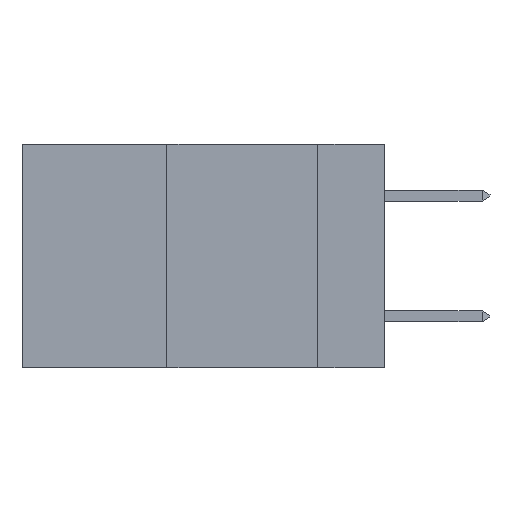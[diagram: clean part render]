
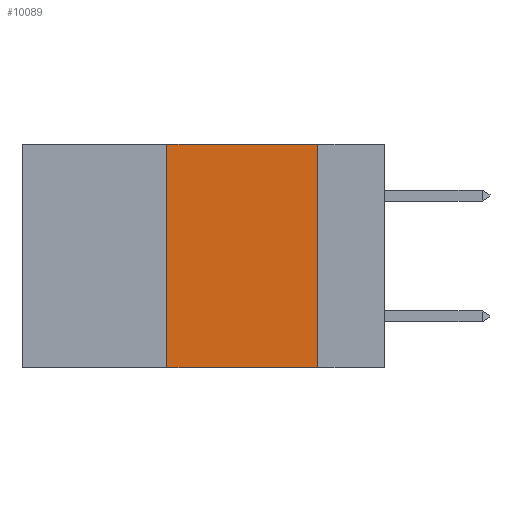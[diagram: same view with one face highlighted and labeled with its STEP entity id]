
A CAD part, left-side view. The second image highlights one B-rep face of the part: STEP entity #10089.
In plain terms, the highlighted planar face has unit normal (-1, 0, 0).
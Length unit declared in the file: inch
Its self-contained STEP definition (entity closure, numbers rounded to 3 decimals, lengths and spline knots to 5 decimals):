
#364 = ORIENTED_EDGE ( 'NONE', *, *, #9311, .T. ) ;
#447 = PLANE ( 'NONE',  #6592 ) ;
#469 = VERTEX_POINT ( 'NONE', #6848 ) ;
#689 = CARTESIAN_POINT ( 'NONE',  ( 0., 0.36, 0. ) ) ;
#852 = CARTESIAN_POINT ( 'NONE',  ( 0., 0.11, 0. ) ) ;
#1007 = LINE ( 'NONE', #689, #2196 ) ;
#1064 = EDGE_CURVE ( 'NONE', #11532, #8942, #1007, .T. ) ;
#1279 = CARTESIAN_POINT ( 'NONE',  ( 0., 0.6, 0. ) ) ;
#1356 = DIRECTION ( 'NONE',  ( 0., -1., 0. ) ) ;
#1435 = EDGE_LOOP ( 'NONE', ( #10529, #10437, #8392, #364 ) ) ;
#1702 = FACE_OUTER_BOUND ( 'NONE', #1435, .T. ) ;
#2193 = DIRECTION ( 'NONE',  ( 0., 0., -1. ) ) ;
#2196 = VECTOR ( 'NONE', #9126, 39.37008 ) ;
#2535 = VERTEX_POINT ( 'NONE', #3491 ) ;
#3491 = CARTESIAN_POINT ( 'NONE',  ( 0., 0.11, -0.37 ) ) ;
#3653 = CARTESIAN_POINT ( 'NONE',  ( 0., 0.36, 0. ) ) ;
#4466 = LINE ( 'NONE', #9554, #5367 ) ;
#4683 = LINE ( 'NONE', #11860, #5724 ) ;
#4938 = CARTESIAN_POINT ( 'NONE',  ( 0., 0.36, -0.37 ) ) ;
#5367 = VECTOR ( 'NONE', #11496, 39.37008 ) ;
#5724 = VECTOR ( 'NONE', #1356, 39.37008 ) ;
#5840 = EDGE_CURVE ( 'NONE', #8942, #469, #4466, .T. ) ;
#6319 = LINE ( 'NONE', #852, #6902 ) ;
#6592 = AXIS2_PLACEMENT_3D ( 'NONE', #1279, #11741, #2193 ) ;
#6848 = CARTESIAN_POINT ( 'NONE',  ( 0., 0.11, 0. ) ) ;
#6902 = VECTOR ( 'NONE', #9497, 39.37008 ) ;
#8392 = ORIENTED_EDGE ( 'NONE', *, *, #1064, .F. ) ;
#8942 = VERTEX_POINT ( 'NONE', #3653 ) ;
#9126 = DIRECTION ( 'NONE',  ( 0., 0., 1. ) ) ;
#9311 = EDGE_CURVE ( 'NONE', #11532, #2535, #4683, .T. ) ;
#9497 = DIRECTION ( 'NONE',  ( 0., 0., -1. ) ) ;
#9554 = CARTESIAN_POINT ( 'NONE',  ( 0., 0.6, 0. ) ) ;
#10089 = ADVANCED_FACE ( 'NONE', ( #1702 ), #447, .F. ) ;
#10437 = ORIENTED_EDGE ( 'NONE', *, *, #5840, .F. ) ;
#10529 = ORIENTED_EDGE ( 'NONE', *, *, #11445, .F. ) ;
#11445 = EDGE_CURVE ( 'NONE', #469, #2535, #6319, .T. ) ;
#11496 = DIRECTION ( 'NONE',  ( 0., -1., 0. ) ) ;
#11532 = VERTEX_POINT ( 'NONE', #4938 ) ;
#11741 = DIRECTION ( 'NONE',  ( 1., 0., 0. ) ) ;
#11860 = CARTESIAN_POINT ( 'NONE',  ( 0., 0.6, -0.37 ) ) ;
